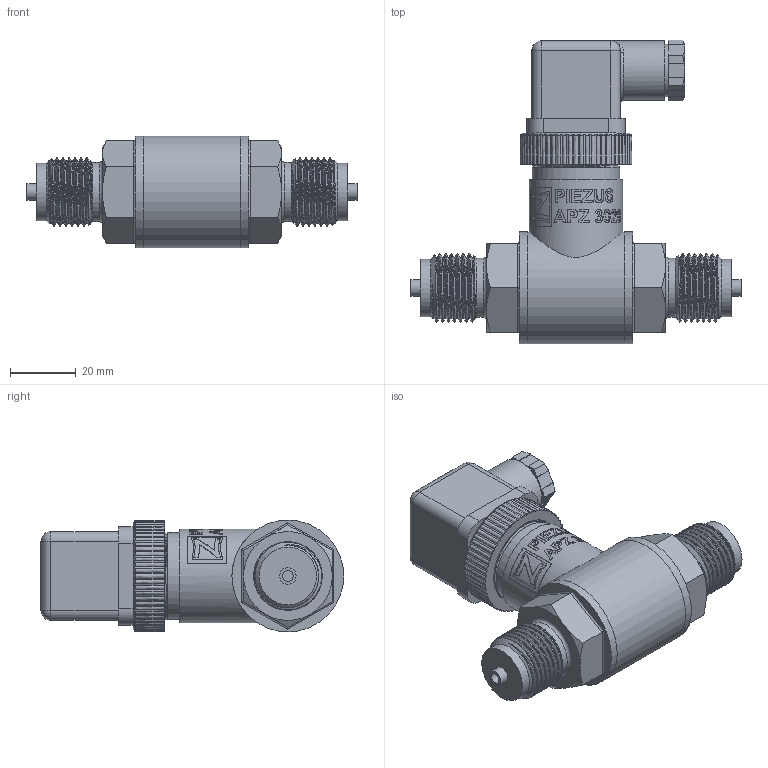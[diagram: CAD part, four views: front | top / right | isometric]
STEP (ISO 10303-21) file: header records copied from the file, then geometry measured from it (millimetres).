
FILE_DESCRIPTION(/* description */ (''),/* implementation_level */ '2;1');
FILE_NAME(/* name */ 'APZ3020_G1''2EN-axial_DIN43650A.step',/* time_stamp */ '2021-07-28T15:22:40+03:00',/* author */ (''),/* organization */ (''),/* preprocessor_version */ 'ST-DEVELOPER v18.1',/* originating_system */ 'Autodesk Translation Framework v10.9.0.1377',/* authorisation */ '');
FILE_SCHEMA (('AUTOMOTIVE_DESIGN { 1 0 10303 214 3 1 1 }'));
Length unit declared in the file: millimetre
Products named in the file (7): АПЗ 3020 - filled; G1\2 EN; shell; shell2; nut M27x1.5 v8; DIN 43650A female; DIN 43650A male 
Assembly tree (6 placements, depth 2):
  АПЗ 3020 - filled
    G1\2 EN
    shell
    shell2
    nut M27x1.5 v8
    DIN 43650A female
    DIN 43650A male 
Bounding box: 100.4 x 92.3 x 34 mm (x, y, z)
Volume: 100247.8 mm3; surface area: 35886.2 mm2
Topology: 5 solids, 5 shells, 1456 faces, 3983 edges, 2641 vertices
Faces by surface type: plane 576, bspline 563, cylinder 255, cone 41, torus 15, sphere 6
Full cylindrical faces by diameter (mm): 1.6 x4, 1.65 x4, 2 x1, 2.2 x1, 2.537 x6, 2.579 x1, 2.938 x10, 3.2 x1, 3.3 x2, 5 x3, 6 x1, 7.8 x1, 8 x1, 10 x1, 16 x1, 17.5 x2, 18 x3, 18.631 x12, 21 x1, 21.4 x2, 22 x1, 23.6 x1, 24 x3, 24.4 x1, 24.5 x1, 24.6 x4, 25.132 x4, 25.526 x4, 26.5 x5, 27.208 x5
Entity records: 73040 total; most frequent: CARTESIAN_POINT 39924, ORIENTED_EDGE 7962, DIRECTION 4839, EDGE_CURVE 3981, VERTEX_POINT 2641, LINE 1897, VECTOR 1897, EDGE_LOOP 1584
